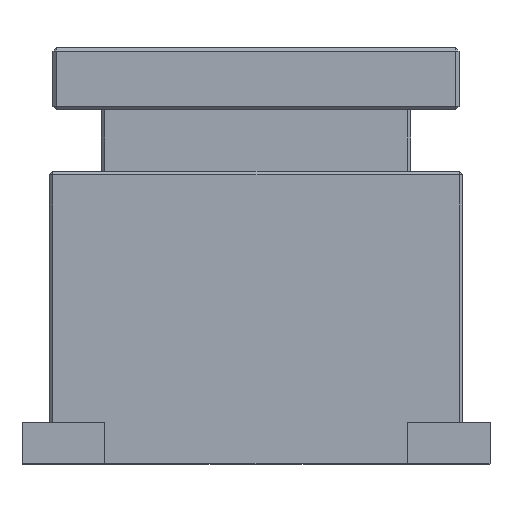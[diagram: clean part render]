
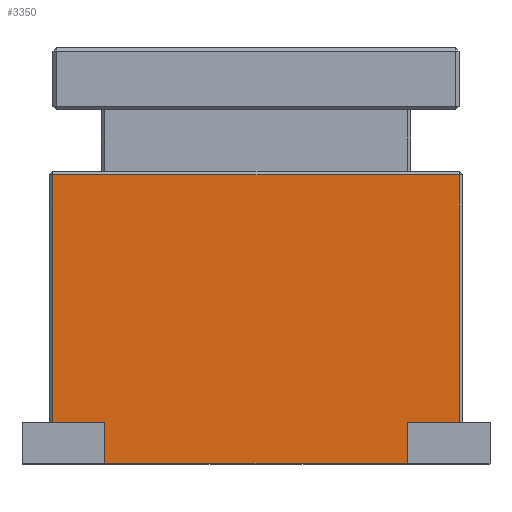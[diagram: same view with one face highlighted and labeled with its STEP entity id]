
A CAD part, top view. The second image highlights one B-rep face of the part: STEP entity #3350.
In plain terms, the highlighted planar face has unit normal (0, 0, 1).
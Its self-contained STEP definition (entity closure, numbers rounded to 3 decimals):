
#173 = CARTESIAN_POINT ( 'NONE',  ( -2.95, 4.2, 1.45 ) ) ;
#253 = EDGE_CURVE ( 'NONE', #2476, #2881, #2500, .T. ) ;
#322 = DIRECTION ( 'NONE',  ( 0., -1., 0. ) ) ;
#328 = EDGE_CURVE ( 'NONE', #3385, #1593, #1255, .T. ) ;
#362 = DIRECTION ( 'NONE',  ( 0., -1., 0. ) ) ;
#609 = CARTESIAN_POINT ( 'NONE',  ( 2.2, 0., 1.45 ) ) ;
#648 = CARTESIAN_POINT ( 'NONE',  ( -2.95, 0.6, 1.45 ) ) ;
#732 = LINE ( 'NONE', #1108, #2827 ) ;
#862 = CARTESIAN_POINT ( 'NONE',  ( -2.2, 0.6, 1.45 ) ) ;
#921 = DIRECTION ( 'NONE',  ( 1., 0., 0. ) ) ;
#966 = CARTESIAN_POINT ( 'NONE',  ( -2.2, 0.6, 1.45 ) ) ;
#1038 = CARTESIAN_POINT ( 'NONE',  ( 2.2, 0.6, 1.45 ) ) ;
#1108 = CARTESIAN_POINT ( 'NONE',  ( 0., 0.6, 1.45 ) ) ;
#1178 = EDGE_CURVE ( 'NONE', #4195, #3385, #3815, .T. ) ;
#1222 = EDGE_CURVE ( 'NONE', #3313, #1774, #732, .T. ) ;
#1255 = LINE ( 'NONE', #3173, #3651 ) ;
#1280 = FACE_OUTER_BOUND ( 'NONE', #3437, .T. ) ;
#1291 = CARTESIAN_POINT ( 'NONE',  ( -3., 0., 1.45 ) ) ;
#1308 = AXIS2_PLACEMENT_3D ( 'NONE', #4484, #1458, #1779 ) ;
#1364 = LINE ( 'NONE', #2093, #3966 ) ;
#1458 = DIRECTION ( 'NONE',  ( 0., 0., -1. ) ) ;
#1585 = LINE ( 'NONE', #862, #3712 ) ;
#1593 = VERTEX_POINT ( 'NONE', #966 ) ;
#1774 = VERTEX_POINT ( 'NONE', #4163 ) ;
#1779 = DIRECTION ( 'NONE',  ( -1., 0., 0. ) ) ;
#1883 = CARTESIAN_POINT ( 'NONE',  ( -2.95, 4.25, 1.45 ) ) ;
#2093 = CARTESIAN_POINT ( 'NONE',  ( 2.95, 4.25, 1.45 ) ) ;
#2252 = ORIENTED_EDGE ( 'NONE', *, *, #2630, .T. ) ;
#2342 = ORIENTED_EDGE ( 'NONE', *, *, #3864, .T. ) ;
#2346 = VECTOR ( 'NONE', #362, 1000. ) ;
#2476 = VERTEX_POINT ( 'NONE', #3935 ) ;
#2486 = PLANE ( 'NONE',  #1308 ) ;
#2500 = LINE ( 'NONE', #1291, #4307 ) ;
#2517 = ORIENTED_EDGE ( 'NONE', *, *, #1222, .T. ) ;
#2630 = EDGE_CURVE ( 'NONE', #1774, #3255, #1364, .T. ) ;
#2677 = ORIENTED_EDGE ( 'NONE', *, *, #328, .T. ) ;
#2777 = LINE ( 'NONE', #3954, #4599 ) ;
#2827 = VECTOR ( 'NONE', #3789, 1000. ) ;
#2881 = VERTEX_POINT ( 'NONE', #609 ) ;
#2893 = DIRECTION ( 'NONE',  ( 0., 1., 0. ) ) ;
#2985 = LINE ( 'NONE', #1038, #3887 ) ;
#3173 = CARTESIAN_POINT ( 'NONE',  ( 0., 0.6, 1.45 ) ) ;
#3255 = VERTEX_POINT ( 'NONE', #3943 ) ;
#3313 = VERTEX_POINT ( 'NONE', #4395 ) ;
#3350 = ADVANCED_FACE ( 'NONE', ( #1280 ), #2486, .F. ) ;
#3385 = VERTEX_POINT ( 'NONE', #648 ) ;
#3437 = EDGE_LOOP ( 'NONE', ( #2517, #2252, #2342, #4283, #2677, #3454, #3799, #3704 ) ) ;
#3454 = ORIENTED_EDGE ( 'NONE', *, *, #3497, .T. ) ;
#3497 = EDGE_CURVE ( 'NONE', #1593, #2476, #1585, .T. ) ;
#3525 = DIRECTION ( 'NONE',  ( -1., 0., 0. ) ) ;
#3651 = VECTOR ( 'NONE', #4322, 1000. ) ;
#3704 = ORIENTED_EDGE ( 'NONE', *, *, #4556, .F. ) ;
#3712 = VECTOR ( 'NONE', #4190, 1000. ) ;
#3789 = DIRECTION ( 'NONE',  ( 1., 0., 0. ) ) ;
#3799 = ORIENTED_EDGE ( 'NONE', *, *, #253, .T. ) ;
#3815 = LINE ( 'NONE', #1883, #2346 ) ;
#3864 = EDGE_CURVE ( 'NONE', #3255, #4195, #2777, .T. ) ;
#3887 = VECTOR ( 'NONE', #322, 1000. ) ;
#3935 = CARTESIAN_POINT ( 'NONE',  ( -2.2, 0., 1.45 ) ) ;
#3943 = CARTESIAN_POINT ( 'NONE',  ( 2.95, 4.2, 1.45 ) ) ;
#3954 = CARTESIAN_POINT ( 'NONE',  ( -3., 4.2, 1.45 ) ) ;
#3966 = VECTOR ( 'NONE', #2893, 1000. ) ;
#4163 = CARTESIAN_POINT ( 'NONE',  ( 2.95, 0.6, 1.45 ) ) ;
#4190 = DIRECTION ( 'NONE',  ( 0., -1., 0. ) ) ;
#4195 = VERTEX_POINT ( 'NONE', #173 ) ;
#4283 = ORIENTED_EDGE ( 'NONE', *, *, #1178, .T. ) ;
#4307 = VECTOR ( 'NONE', #921, 1000. ) ;
#4322 = DIRECTION ( 'NONE',  ( 1., 0., 0. ) ) ;
#4395 = CARTESIAN_POINT ( 'NONE',  ( 2.2, 0.6, 1.45 ) ) ;
#4484 = CARTESIAN_POINT ( 'NONE',  ( -3., 4.25, 1.45 ) ) ;
#4556 = EDGE_CURVE ( 'NONE', #3313, #2881, #2985, .T. ) ;
#4599 = VECTOR ( 'NONE', #3525, 1000. ) ;
